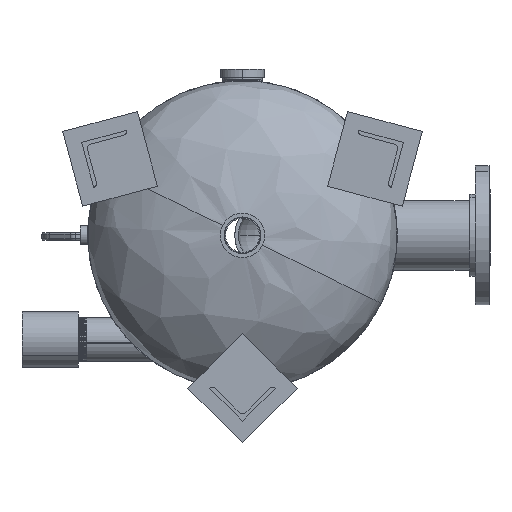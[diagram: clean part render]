
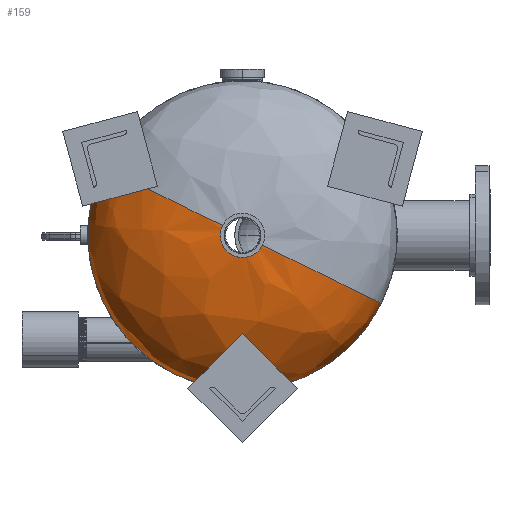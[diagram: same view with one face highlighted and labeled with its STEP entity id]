
A CAD part, front view. The second image highlights one B-rep face of the part: STEP entity #159.
In plain terms, the highlighted free-form (B-spline) face has degree [3, 3] with [4, 4] control points.
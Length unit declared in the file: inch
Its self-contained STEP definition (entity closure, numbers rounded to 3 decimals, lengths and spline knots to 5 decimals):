
#159 = ADVANCED_FACE ( 'NONE', ( #11413 ), #10123, .T. ) ;
#421 = CARTESIAN_POINT ( 'NONE',  ( -1.3125, 7.14262, 0. ) ) ;
#593 = CARTESIAN_POINT ( 'NONE',  ( -6.53077, 6.78423, 0. ) ) ;
#625 = EDGE_CURVE ( 'NONE', #17310, #10178, #2650, .T. ) ;
#634 = CARTESIAN_POINT ( 'NONE',  ( -10., 2., -20. ) ) ;
#681 = VERTEX_POINT ( 'NONE', #18387 ) ;
#2559 = VERTEX_POINT ( 'NONE', #15475 ) ;
#2650 = CIRCLE ( 'NONE', #3943, 10. ) ;
#2709 = ORIENTED_EDGE ( 'NONE', *, *, #3336, .F. ) ;
#3336 = EDGE_CURVE ( 'NONE', #681, #2559, #14849, .T. ) ;
#3429 = CARTESIAN_POINT ( 'NONE',  ( 10., 4.7306, 0. ) ) ;
#3432 = CARTESIAN_POINT ( 'NONE',  ( -10., 2., 0. ) ) ;
#3551 = CARTESIAN_POINT ( 'NONE',  ( -1.3125, 7.14262, 0. ) ) ;
#3637 = CARTESIAN_POINT ( 'NONE',  ( 1.3125, 7.14262, -2.625 ) ) ;
#3741 = CARTESIAN_POINT ( 'NONE',  ( 10., 2., -20. ) ) ;
#3943 = AXIS2_PLACEMENT_3D ( 'NONE', #10842, #7824, #12071 ) ;
#4901 = CIRCLE ( 'NONE', #12630, 1.3125 ) ;
#5051 = CARTESIAN_POINT ( 'NONE',  ( -6.53077, 6.78423, -13.06155 ) ) ;
#6455 = DIRECTION ( 'NONE',  ( 1., 0., 0. ) ) ;
#6460 = CARTESIAN_POINT ( 'NONE',  ( 1.3125, 7.14262, 0. ) ) ;
#6465 = CARTESIAN_POINT ( 'NONE',  ( 6.53077, 6.78423, -13.06155 ) ) ;
#7797 = ORIENTED_EDGE ( 'NONE', *, *, #625, .F. ) ;
#7824 = DIRECTION ( 'NONE',  ( 0., -1., 0. ) ) ;
#7873 = CARTESIAN_POINT ( 'NONE',  ( -10., 2., 0. ) ) ;
#8612 = DIRECTION ( 'NONE',  ( 0., 1., 0. ) ) ;
#9587 = CARTESIAN_POINT ( 'NONE',  ( -10., 4.7306, 0. ) ) ;
#9702 = AXIS2_PLACEMENT_3D ( 'NONE', #17668, #8612, #19283 ) ;
#10123 =( BOUNDED_SURFACE ( )  B_SPLINE_SURFACE ( 3, 3, ( 
 ( #3432, #634, #3741, #18952 ),
 ( #9587, #17138, #19060, #15725 ),
 ( #11303, #5051, #6465, #12925 ),
 ( #421, #17442, #3637, #14032 ) ),
 .UNSPECIFIED., .F., .F., .F. ) 
 B_SPLINE_SURFACE_WITH_KNOTS ( ( 4, 4 ),
 ( 4, 4 ),
 ( 0., 1. ),
 ( 0., 1. ),
 .UNSPECIFIED. ) 
 GEOMETRIC_REPRESENTATION_ITEM ( )  RATIONAL_B_SPLINE_SURFACE ( (
 ( 1., 0.333, 0.333, 1.),
 ( 0.835, 0.278, 0.278, 0.835),
 ( 0.835, 0.278, 0.278, 0.835),
 ( 1., 0.333, 0.333, 1.) ) ) 
 REPRESENTATION_ITEM ( '' )  SURFACE ( )  );
#10178 = VERTEX_POINT ( 'NONE', #19762 ) ;
#10842 = CARTESIAN_POINT ( 'NONE',  ( 0., 2., 0. ) ) ;
#11091 = CARTESIAN_POINT ( 'NONE',  ( 10., 2., 0. ) ) ;
#11303 = CARTESIAN_POINT ( 'NONE',  ( -6.53077, 6.78423, 0. ) ) ;
#11374 = CARTESIAN_POINT ( 'NONE',  ( -1.3125, 7.14262, 0. ) ) ;
#11413 = FACE_OUTER_BOUND ( 'NONE', #19091, .T. ) ;
#11481 = CARTESIAN_POINT ( 'NONE',  ( -10., 4.7306, 0. ) ) ;
#11860 = ORIENTED_EDGE ( 'NONE', *, *, #15925, .T. ) ;
#12071 = DIRECTION ( 'NONE',  ( 1., 0., 0. ) ) ;
#12630 = AXIS2_PLACEMENT_3D ( 'NONE', #17025, #17130, #6455 ) ;
#12819 = CARTESIAN_POINT ( 'NONE',  ( 6.53077, 6.78423, 0. ) ) ;
#12925 = CARTESIAN_POINT ( 'NONE',  ( 6.53077, 6.78423, 0. ) ) ;
#14032 = CARTESIAN_POINT ( 'NONE',  ( 1.3125, 7.14262, 0. ) ) ;
#14396 = CARTESIAN_POINT ( 'NONE',  ( -10., 2., 0. ) ) ;
#14826 = ORIENTED_EDGE ( 'NONE', *, *, #17364, .F. ) ;
#14849 = CIRCLE ( 'NONE', #9702, 1.3125 ) ;
#15114 = VERTEX_POINT ( 'NONE', #3551 ) ;
#15475 = CARTESIAN_POINT ( 'NONE',  ( -0.57735, 7.14262, -1.1787 ) ) ;
#15513 =( BOUNDED_CURVE ( )  B_SPLINE_CURVE ( 3, ( #14396, #11481, #593, #11374 ),
 .UNSPECIFIED., .F., .F. ) 
 B_SPLINE_CURVE_WITH_KNOTS ( ( 4, 4 ),
 ( 0., 1.43917 ),
 .UNSPECIFIED. ) 
 CURVE ( )  GEOMETRIC_REPRESENTATION_ITEM ( )  RATIONAL_B_SPLINE_CURVE ( ( 1., 0.835, 0.835, 1. ) ) 
 REPRESENTATION_ITEM ( '' )  );
#15725 = CARTESIAN_POINT ( 'NONE',  ( 10., 4.7306, 0. ) ) ;
#15925 = EDGE_CURVE ( 'NONE', #17310, #15114, #15513, .T. ) ;
#16263 = ORIENTED_EDGE ( 'NONE', *, *, #18989, .F. ) ;
#17025 = CARTESIAN_POINT ( 'NONE',  ( 0., 7.14262, 0. ) ) ;
#17130 = DIRECTION ( 'NONE',  ( 0., 1., 0. ) ) ;
#17138 = CARTESIAN_POINT ( 'NONE',  ( -10., 4.7306, -20. ) ) ;
#17310 = VERTEX_POINT ( 'NONE', #7873 ) ;
#17364 = EDGE_CURVE ( 'NONE', #10178, #681, #18317, .T. ) ;
#17442 = CARTESIAN_POINT ( 'NONE',  ( -1.3125, 7.14262, -2.625 ) ) ;
#17668 = CARTESIAN_POINT ( 'NONE',  ( 0., 7.14262, 0. ) ) ;
#18317 =( BOUNDED_CURVE ( )  B_SPLINE_CURVE ( 3, ( #11091, #3429, #12819, #6460 ),
 .UNSPECIFIED., .F., .F. ) 
 B_SPLINE_CURVE_WITH_KNOTS ( ( 4, 4 ),
 ( 0., 1.43917 ),
 .UNSPECIFIED. ) 
 CURVE ( )  GEOMETRIC_REPRESENTATION_ITEM ( )  RATIONAL_B_SPLINE_CURVE ( ( 1., 0.835, 0.835, 1. ) ) 
 REPRESENTATION_ITEM ( '' )  );
#18387 = CARTESIAN_POINT ( 'NONE',  ( 1.3125, 7.14262, 0. ) ) ;
#18952 = CARTESIAN_POINT ( 'NONE',  ( 10., 2., 0. ) ) ;
#18989 = EDGE_CURVE ( 'NONE', #2559, #15114, #4901, .T. ) ;
#19060 = CARTESIAN_POINT ( 'NONE',  ( 10., 4.7306, -20. ) ) ;
#19091 = EDGE_LOOP ( 'NONE', ( #7797, #11860, #16263, #2709, #14826 ) ) ;
#19283 = DIRECTION ( 'NONE',  ( 1., 0., 0. ) ) ;
#19762 = CARTESIAN_POINT ( 'NONE',  ( 10., 2., 0. ) ) ;
